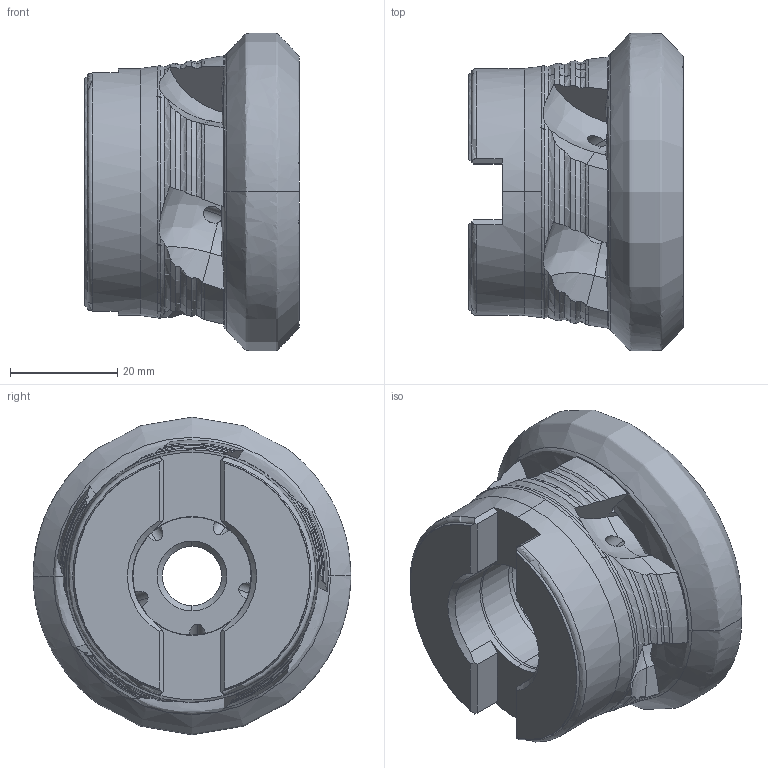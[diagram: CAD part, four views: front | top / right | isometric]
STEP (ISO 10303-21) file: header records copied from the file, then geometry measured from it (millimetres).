
FILE_DESCRIPTION (( 'STEP AP214' ), '1' );
FILE_NAME ('45PP-050-525-5.STEP', '2016-06-17T08:10:41', ( '' ), ( '' ), 'SwSTEP 2.0', 'SolidWorks 2016', '' );
FILE_SCHEMA (( 'AUTOMOTIVE_DESIGN' ));
Length unit declared in the file: millimetre
Products named in the file (1): 45PP-050-525-5
Bounding box: 40 x 59.1 x 59.1 mm (x, y, z)
Volume: 58886.8 mm3; surface area: 14978.3 mm2
Topology: 1 solids, 1 shells, 200 faces, 643 edges, 429 vertices
Faces by surface type: plane 68, torus 50, cylinder 32, cone 29, bspline 21
Entity records: 9622 total; most frequent: CARTESIAN_POINT 4499, ORIENTED_EDGE 1286, DIRECTION 802, EDGE_CURVE 643, VERTEX_POINT 429, AXIS2_PLACEMENT_3D 333, B_SPLINE_CURVE_WITH_KNOTS 300, EDGE_LOOP 206
